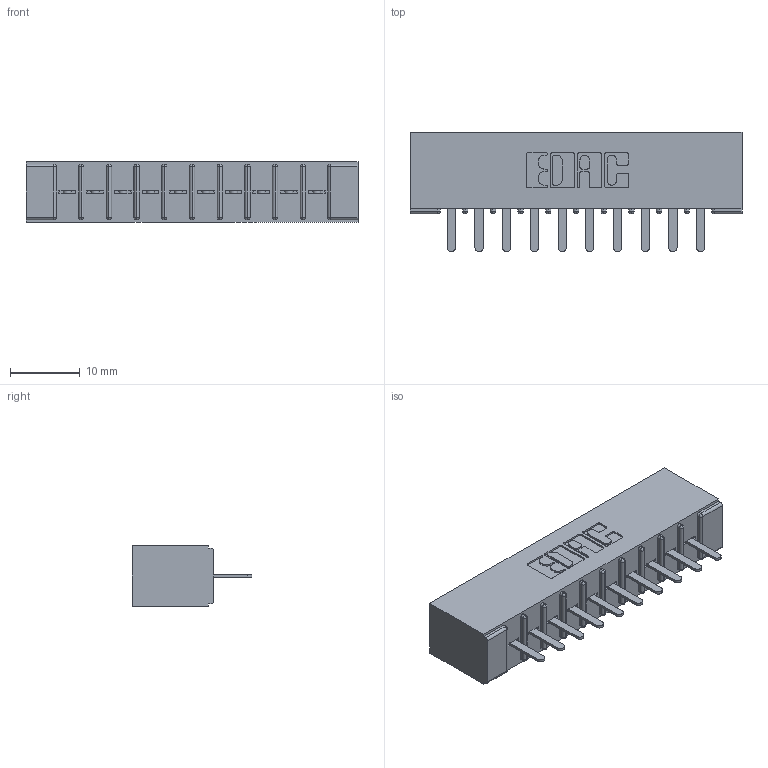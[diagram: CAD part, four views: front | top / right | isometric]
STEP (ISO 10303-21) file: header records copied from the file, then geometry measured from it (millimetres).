
FILE_DESCRIPTION (( 'STEP AP203' ), '1' );
FILE_NAME ('356-010-520-101.STEP', '2018-07-31T06:59:06', ( '' ), ( '' ), 'SwSTEP 2.0', 'SolidWorks 2016', '' );
FILE_SCHEMA (( 'CONFIG_CONTROL_DESIGN' ));
Length unit declared in the file: inch
Products named in the file (3): 306 Part_No Mounting; 306-290-001_120; 356-010-520-101
Assembly tree (11 placements, depth 2):
  356-010-520-101
    306 Part_No Mounting
    306-290-001_120  x10
Bounding box: 47.5 x 17.12 x 8.71 mm (x, y, z)
Volume: 3469.6 mm3; surface area: 5020.8 mm2
Topology: 11 solids, 11 shells, 808 faces, 2262 edges, 1452 vertices
Faces by surface type: plane 534, cylinder 234, sphere 40
Entity records: 13149 total; most frequent: CARTESIAN_POINT 2201, ORIENTED_EDGE 2176, DIRECTION 2174, EDGE_CURVE 1088, LINE 836, VECTOR 836, VERTEX_POINT 696, AXIS2_PLACEMENT_3D 669
